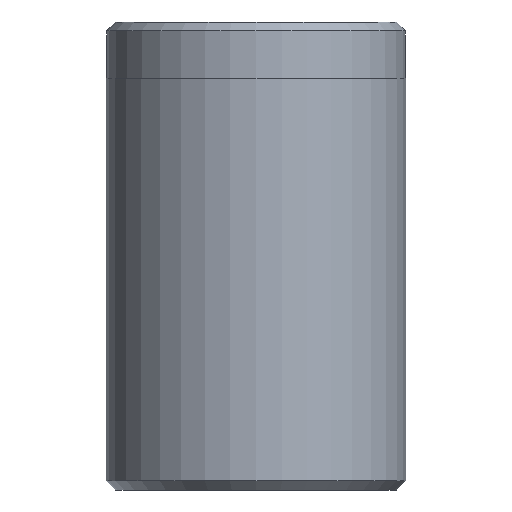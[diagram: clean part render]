
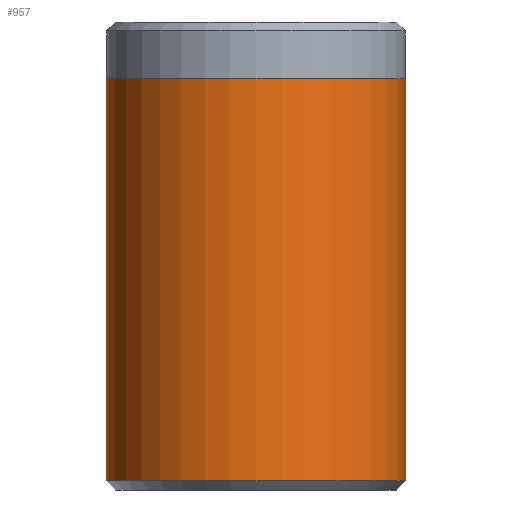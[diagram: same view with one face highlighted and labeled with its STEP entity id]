
A CAD part, front view. The second image highlights one B-rep face of the part: STEP entity #957.
In plain terms, the highlighted cylindrical face has radius 8 mm (diameter 16 mm), a partial arc.
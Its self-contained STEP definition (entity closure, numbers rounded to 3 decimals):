
#86 = FACE_OUTER_BOUND ( 'NONE', #1128, .T. ) ;
#157 = VERTEX_POINT ( 'NONE', #813 ) ;
#178 = VERTEX_POINT ( 'NONE', #1639 ) ;
#213 = CARTESIAN_POINT ( 'NONE',  ( 0., 0., 0.5 ) ) ;
#298 = EDGE_CURVE ( 'NONE', #763, #2146, #1139, .T. ) ;
#317 = CARTESIAN_POINT ( 'NONE',  ( 8., 0., 22. ) ) ;
#321 = DIRECTION ( 'NONE',  ( 0., 0., -1. ) ) ;
#326 = AXIS2_PLACEMENT_3D ( 'NONE', #1793, #801, #1963 ) ;
#384 = DIRECTION ( 'NONE',  ( 1., 0., 0. ) ) ;
#476 = EDGE_CURVE ( 'NONE', #763, #157, #1318, .T. ) ;
#536 = CARTESIAN_POINT ( 'NONE',  ( 0., 0., 25. ) ) ;
#597 = EDGE_CURVE ( 'NONE', #2146, #178, #1275, .T. ) ;
#714 = DIRECTION ( 'NONE',  ( -1., 0., 0. ) ) ;
#760 = EDGE_CURVE ( 'NONE', #157, #178, #1295, .T. ) ;
#763 = VERTEX_POINT ( 'NONE', #1219 ) ;
#801 = DIRECTION ( 'NONE',  ( 0., 0., 1. ) ) ;
#813 = CARTESIAN_POINT ( 'NONE',  ( -8., 0., 0.5 ) ) ;
#856 = ORIENTED_EDGE ( 'NONE', *, *, #298, .F. ) ;
#957 = ADVANCED_FACE ( 'NONE', ( #86 ), #1314, .T. ) ;
#1128 = EDGE_LOOP ( 'NONE', ( #1703, #856, #1174, #2065 ) ) ;
#1139 = CIRCLE ( 'NONE', #326, 8. ) ;
#1164 = CARTESIAN_POINT ( 'NONE',  ( -8., 0., 25. ) ) ;
#1174 = ORIENTED_EDGE ( 'NONE', *, *, #476, .T. ) ;
#1218 = VECTOR ( 'NONE', #321, 1000. ) ;
#1219 = CARTESIAN_POINT ( 'NONE',  ( -8., 0., 22. ) ) ;
#1250 = AXIS2_PLACEMENT_3D ( 'NONE', #536, #1369, #714 ) ;
#1275 = LINE ( 'NONE', #1328, #1218 ) ;
#1295 = CIRCLE ( 'NONE', #1298, 8. ) ;
#1298 = AXIS2_PLACEMENT_3D ( 'NONE', #213, #1383, #384 ) ;
#1314 = CYLINDRICAL_SURFACE ( 'NONE', #1250, 8. ) ;
#1318 = LINE ( 'NONE', #1164, #2158 ) ;
#1328 = CARTESIAN_POINT ( 'NONE',  ( 8., 0., 25. ) ) ;
#1369 = DIRECTION ( 'NONE',  ( 0., 0., -1. ) ) ;
#1383 = DIRECTION ( 'NONE',  ( 0., 0., 1. ) ) ;
#1639 = CARTESIAN_POINT ( 'NONE',  ( 8., 0., 0.5 ) ) ;
#1670 = DIRECTION ( 'NONE',  ( 0., 0., -1. ) ) ;
#1703 = ORIENTED_EDGE ( 'NONE', *, *, #597, .F. ) ;
#1793 = CARTESIAN_POINT ( 'NONE',  ( 0., 0., 22. ) ) ;
#1963 = DIRECTION ( 'NONE',  ( 1., 0., 0. ) ) ;
#2065 = ORIENTED_EDGE ( 'NONE', *, *, #760, .T. ) ;
#2146 = VERTEX_POINT ( 'NONE', #317 ) ;
#2158 = VECTOR ( 'NONE', #1670, 1000. ) ;
